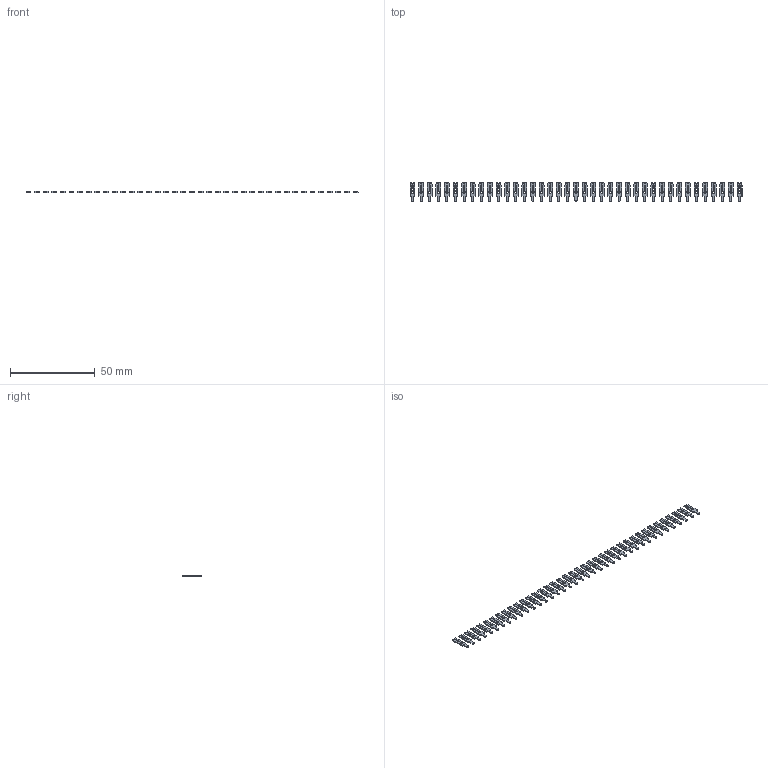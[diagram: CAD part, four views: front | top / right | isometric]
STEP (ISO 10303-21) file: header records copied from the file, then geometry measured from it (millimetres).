
FILE_DESCRIPTION (( 'STEP AP203' ), '1' );
FILE_NAME ('103-039-250-200.STEP', '2020-04-09T21:09:11', ( '' ), ( '' ), 'SwSTEP 2.0', 'SolidWorks 2016', '' );
FILE_SCHEMA (( 'CONFIG_CONTROL_DESIGN' ));
Length unit declared in the file: inch
Products named in the file (2): 103-039-250-200; 100-290-001_100-290-250
Assembly tree (39 placements, depth 2):
  103-039-250-200
    100-290-001_100-290-250  x39
Bounding box: 195.96 x 11.48 x 0.66 mm (x, y, z)
Volume: 608.6 mm3; surface area: 2860.6 mm2
Topology: 39 solids, 39 shells, 936 faces, 2574 edges, 1716 vertices
Faces by surface type: plane 780, cylinder 156
Entity records: 2174 total; most frequent: DIRECTION 202, CARTESIAN_POINT 188, ORIENTED_EDGE 132, LOCAL_TIME 88, CALENDAR_DATE 88, DATE_AND_TIME 88, COORDINATED_UNIVERSAL_TIME_OFFSET 88, AXIS2_PLACEMENT_3D 74
